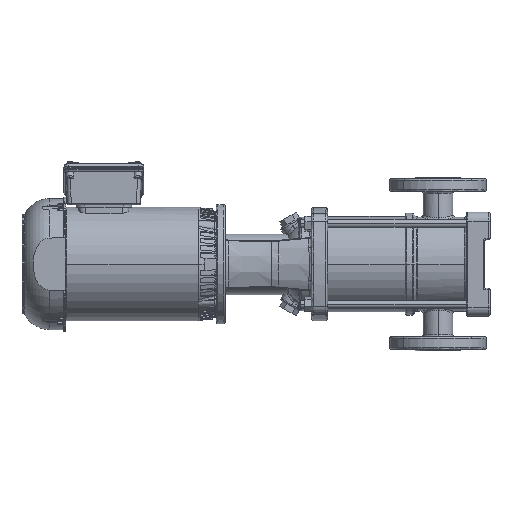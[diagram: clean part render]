
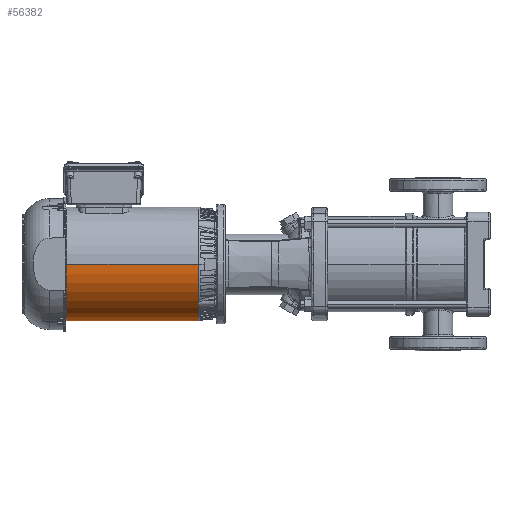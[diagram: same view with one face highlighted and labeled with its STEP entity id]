
A CAD part, left-side view. The second image highlights one B-rep face of the part: STEP entity #56382.
In plain terms, the highlighted cylindrical face has radius 81.875 mm (diameter 163.75 mm), a partial arc.
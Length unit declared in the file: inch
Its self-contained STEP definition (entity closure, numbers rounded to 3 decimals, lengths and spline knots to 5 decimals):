
#241 = DIRECTION ( 'NONE',  ( -1., 0., 0. ) ) ;
#1327 = FACE_OUTER_BOUND ( 'NONE', #13823, .T. ) ;
#10319 = CARTESIAN_POINT ( 'NONE',  ( 3.23621, -0.55125, -3.22343 ) ) ;
#12749 = LINE ( 'NONE', #71181, #82859 ) ;
#13823 = EDGE_LOOP ( 'NONE', ( #52279, #50103, #69339, #65998 ) ) ;
#15206 = AXIS2_PLACEMENT_3D ( 'NONE', #100733, #241, #26429 ) ;
#18946 = AXIS2_PLACEMENT_3D ( 'NONE', #64373, #72021, #61821 ) ;
#19309 = CYLINDRICAL_SURFACE ( 'NONE', #15206, 3.22343 ) ;
#20005 = CIRCLE ( 'NONE', #84516, 3.22343 ) ;
#25131 = VERTEX_POINT ( 'NONE', #10319 ) ;
#26429 = DIRECTION ( 'NONE',  ( 0., 0., 1. ) ) ;
#34184 = EDGE_CURVE ( 'NONE', #25131, #38566, #12749, .T. ) ;
#38566 = VERTEX_POINT ( 'NONE', #98808 ) ;
#46419 = CARTESIAN_POINT ( 'NONE',  ( -4.24411, -3.77467, 0. ) ) ;
#49277 = VERTEX_POINT ( 'NONE', #46419 ) ;
#50103 = ORIENTED_EDGE ( 'NONE', *, *, #102353, .T. ) ;
#52279 = ORIENTED_EDGE ( 'NONE', *, *, #34184, .F. ) ;
#56382 = ADVANCED_FACE ( 'NONE', ( #1327 ), #19309, .T. ) ;
#59120 = DIRECTION ( 'NONE',  ( 1., 0., 0. ) ) ;
#60810 = VERTEX_POINT ( 'NONE', #92552 ) ;
#61821 = DIRECTION ( 'NONE',  ( 0., 1., 0. ) ) ;
#63587 = VECTOR ( 'NONE', #91632, 39.37008 ) ;
#64373 = CARTESIAN_POINT ( 'NONE',  ( 3.23621, -0.55125, 0. ) ) ;
#64671 = EDGE_CURVE ( 'NONE', #49277, #38566, #20005, .T. ) ;
#65998 = ORIENTED_EDGE ( 'NONE', *, *, #64671, .T. ) ;
#69339 = ORIENTED_EDGE ( 'NONE', *, *, #93941, .F. ) ;
#71181 = CARTESIAN_POINT ( 'NONE',  ( 24.31167, -0.55125, -3.22343 ) ) ;
#71287 = CIRCLE ( 'NONE', #18946, 3.22343 ) ;
#72021 = DIRECTION ( 'NONE',  ( -1., 0., 0. ) ) ;
#74976 = CARTESIAN_POINT ( 'NONE',  ( -4.24411, -0.55125, 0. ) ) ;
#82859 = VECTOR ( 'NONE', #87571, 39.37008 ) ;
#82904 = LINE ( 'NONE', #107967, #63587 ) ;
#84516 = AXIS2_PLACEMENT_3D ( 'NONE', #74976, #59120, #91928 ) ;
#87571 = DIRECTION ( 'NONE',  ( -1., 0., 0. ) ) ;
#91632 = DIRECTION ( 'NONE',  ( 1., 0., 0. ) ) ;
#91928 = DIRECTION ( 'NONE',  ( 0., 0., -1. ) ) ;
#92552 = CARTESIAN_POINT ( 'NONE',  ( 3.23621, -3.77467, 0. ) ) ;
#93941 = EDGE_CURVE ( 'NONE', #49277, #60810, #82904, .T. ) ;
#98808 = CARTESIAN_POINT ( 'NONE',  ( -4.24411, -0.55125, -3.22343 ) ) ;
#100733 = CARTESIAN_POINT ( 'NONE',  ( 24.31167, -0.55125, 0. ) ) ;
#102353 = EDGE_CURVE ( 'NONE', #25131, #60810, #71287, .T. ) ;
#107967 = CARTESIAN_POINT ( 'NONE',  ( 24.31167, -3.77467, 0. ) ) ;
